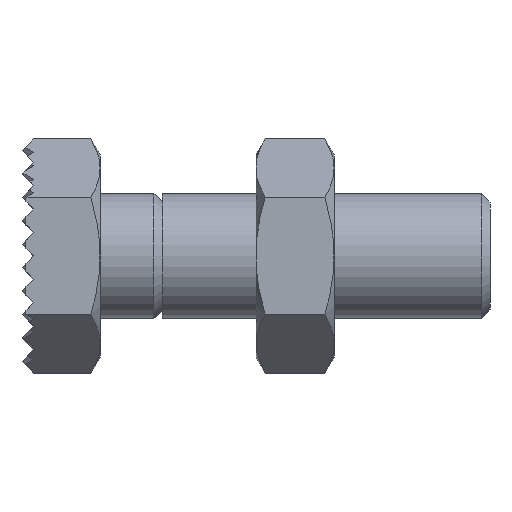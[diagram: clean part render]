
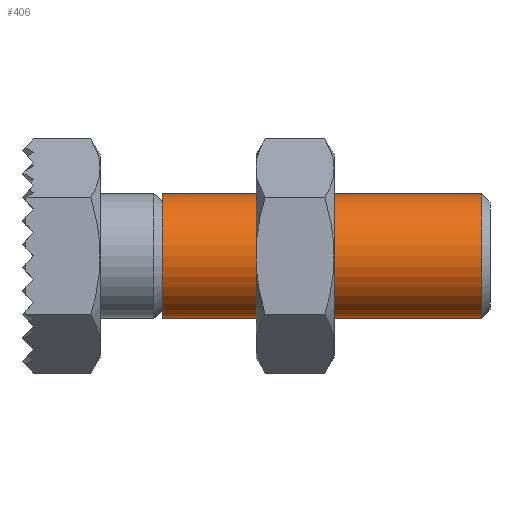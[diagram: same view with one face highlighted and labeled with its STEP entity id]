
A CAD part, top view. The second image highlights one B-rep face of the part: STEP entity #406.
In plain terms, the highlighted cylindrical face has radius 4 mm (diameter 8 mm), a partial arc.
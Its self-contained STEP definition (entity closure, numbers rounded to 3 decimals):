
#406=ADVANCED_FACE('',(#1164),#1165,.T.);
#1164=FACE_OUTER_BOUND('',#2282,.T.);
#1165=CYLINDRICAL_SURFACE('',#2283,4.0);
#2282=EDGE_LOOP('',(#3401,#3402,#3403,#3404));
#2283=AXIS2_PLACEMENT_3D('',#3405,#3406,#3407);
#3401=ORIENTED_EDGE('',*,*,#6160,.F.);
#3402=ORIENTED_EDGE('',*,*,#6161,.T.);
#3403=ORIENTED_EDGE('',*,*,#6162,.F.);
#3404=ORIENTED_EDGE('',*,*,#6156,.F.);
#3405=CARTESIAN_POINT('',(14.229,0.0,0.0));
#3406=DIRECTION('',(1.0,0.0,0.0));
#3407=DIRECTION('',(0.0,1.0,0.0));
#6156=EDGE_CURVE('',#7178,#7181,#7182,.T.);
#6160=EDGE_CURVE('',#7187,#7178,#7188,.T.);
#6161=EDGE_CURVE('',#7187,#7189,#7190,.T.);
#6162=EDGE_CURVE('',#7181,#7189,#7191,.T.);
#7178=VERTEX_POINT('',#8508);
#7181=VERTEX_POINT('',#8512);
#7182=CIRCLE('',#8513,4.0);
#7187=VERTEX_POINT('',#8519);
#7188=LINE('',#8520,#8521);
#7189=VERTEX_POINT('',#8522);
#7190=CIRCLE('',#8523,4.0);
#7191=LINE('',#8524,#8525);
#8508=CARTESIAN_POINT('',(24.459,4.0,0.0));
#8512=CARTESIAN_POINT('',(24.459,-4.0,0.));
#8513=AXIS2_PLACEMENT_3D('',#10750,#10751,#10752);
#8519=CARTESIAN_POINT('',(4.0,4.0,0.0));
#8520=CARTESIAN_POINT('',(14.229,4.0,0.));
#8521=VECTOR('',#10757,1.0);
#8522=CARTESIAN_POINT('',(4.0,-4.0,0.));
#8523=AXIS2_PLACEMENT_3D('',#10758,#10759,#10760);
#8524=CARTESIAN_POINT('',(14.229,-4.0,0.));
#8525=VECTOR('',#10761,1.0);
#10750=CARTESIAN_POINT('',(24.459,0.0,0.0));
#10751=DIRECTION('',(1.0,0.0,0.0));
#10752=DIRECTION('',(0.0,1.0,0.0));
#10757=DIRECTION('',(1.0,0.0,0.0));
#10758=CARTESIAN_POINT('',(4.0,0.0,0.0));
#10759=DIRECTION('',(1.0,0.0,0.0));
#10760=DIRECTION('',(0.0,1.0,0.0));
#10761=DIRECTION('',(-1.0,-0.0,-0.0));
